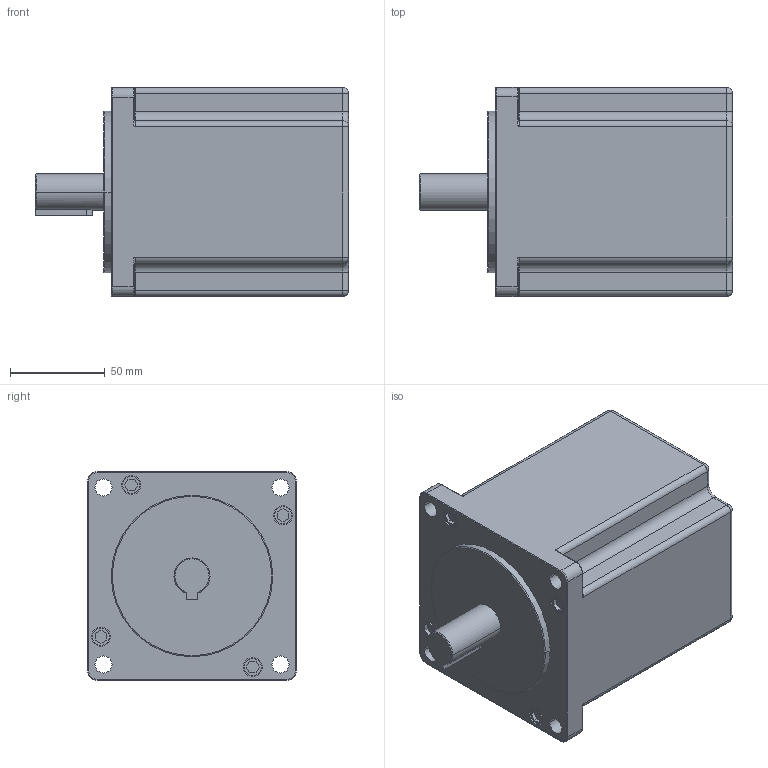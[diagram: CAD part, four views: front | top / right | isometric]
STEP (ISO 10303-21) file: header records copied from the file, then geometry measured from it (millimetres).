
FILE_DESCRIPTION((''),'2;1');
FILE_NAME('PRT0001','2017-04-07T',('Administrator'),(''),'PRO/ENGINEER BY PARAMETRIC TECHNOLOGY CORPORATION, 2010100','PRO/ENGINEER BY PARAMETRIC TECHNOLOGY CORPORATION, 2010100','');
FILE_SCHEMA(('CONFIG_CONTROL_DESIGN'));
Length unit declared in the file: millimetre
Products named in the file (1): PRT0001
Bounding box: 165 x 110 x 110 mm (x, y, z)
Volume: 1403685.7 mm3; surface area: 81093.4 mm2
Topology: 1 solids, 1 shells, 171 faces, 391 edges, 236 vertices
Faces by surface type: cylinder 77, plane 59, torus 18, bspline 8, sphere 8, cone 1
Entity records: 6147 total; most frequent: CARTESIAN_POINT 2181, DIRECTION 865, ORIENTED_EDGE 782, EDGE_CURVE 391, AXIS2_PLACEMENT_3D 330, VERTEX_POINT 236, VECTOR 205, LINE 205
